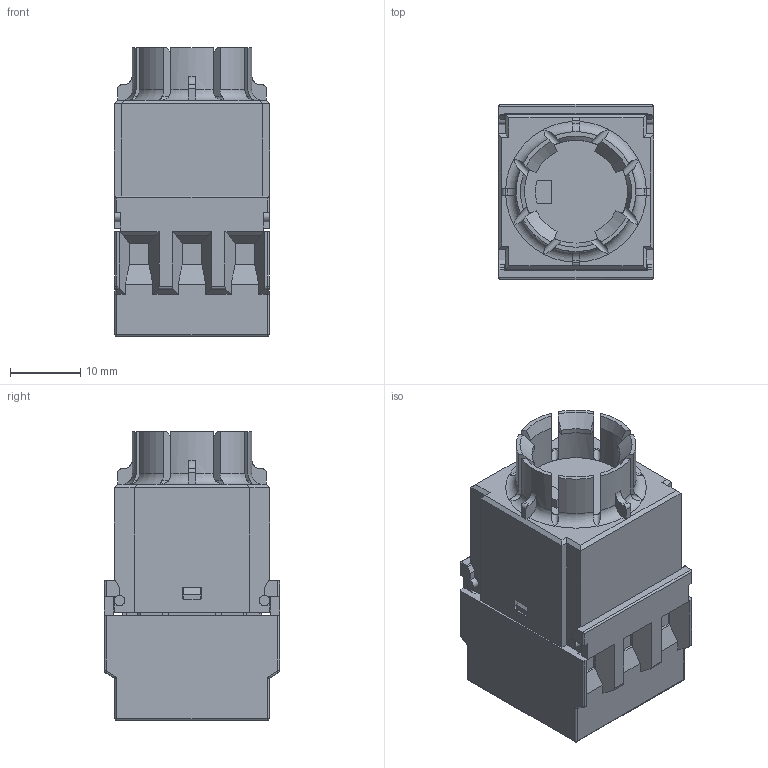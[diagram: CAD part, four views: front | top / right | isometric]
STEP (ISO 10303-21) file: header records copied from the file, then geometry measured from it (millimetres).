
FILE_DESCRIPTION(/* description */ (''),/* implementation_level */ '2;1');
FILE_NAME(/* name */ 'BZIK_ipt.stp',/* time_stamp */ '2015-06-26T11:21:06+02:00',/* author */ ('thagel'),/* organization */ (''),/* preprocessor_version */ 'ST-DEVELOPER v15.2',/* originating_system */ 'Autodesk Inventor 2014',/* authorisation */ '');
FILE_SCHEMA (('AUTOMOTIVE_DESIGN { 1 0 10303 214 3 1 1 }'));
Length unit declared in the file: centimetre
Products named in the file (1): 3D-Zeichnungen vereinfacht für Kunden
Bounding box: 22.2 x 25 x 41.2 mm (x, y, z)
Volume: 14714.9 mm3; surface area: 10330.4 mm2
Topology: 1 solids, 7 shells, 726 faces, 1977 edges, 1257 vertices
Faces by surface type: plane 544, cylinder 118, torus 30, cone 16, bspline 10, sphere 8
Full cylindrical faces by diameter (mm): 1.5 x4, 1.9 x2, 2.5 x2, 2.8 x2, 4 x6
Entity records: 24289 total; most frequent: CARTESIAN_POINT 6257, ORIENTED_EDGE 3852, DIRECTION 3524, EDGE_CURVE 1926, LINE 1474, VECTOR 1474, VERTEX_POINT 1248, AXIS2_PLACEMENT_3D 1025
